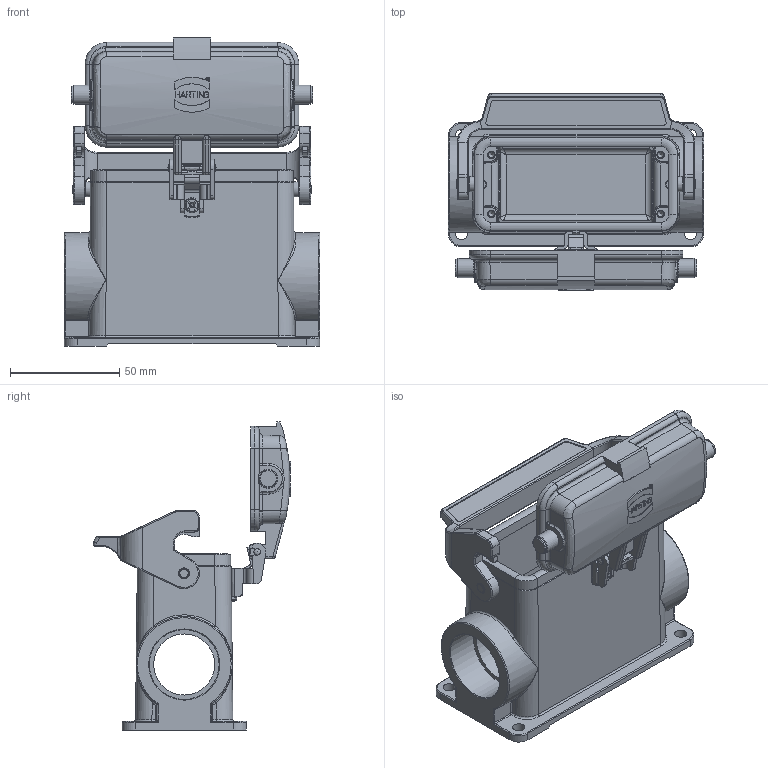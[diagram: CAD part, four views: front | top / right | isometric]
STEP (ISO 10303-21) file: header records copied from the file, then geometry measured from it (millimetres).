
FILE_DESCRIPTION(/* description */ (''),/* implementation_level */ '2;1');
FILE_NAME(/* name */ '100095273ugm000_d.stp',/* time_stamp */ '2017-11-06T10:07:01+01:00',/* author */ (''),/* organization */ (''),/* preprocessor_version */ 'ST-DEVELOPER v16',/* originating_system */ 'SIEMENS PLM Software NX 10.0',/* authorisation */ '');
FILE_SCHEMA (('AUTOMOTIVE_DESIGN { 1 0 10303 214 3 1 1 1 }'));
Length unit declared in the file: millimetre
Products named in the file (1): 100095273ugm000_d
Bounding box: 117 x 90.33 x 141.13 mm (x, y, z)
Volume: 176402.2 mm3; surface area: 88729 mm2
Topology: 3 solids, 5 shells, 1118 faces, 3527 edges, 3052 vertices
Faces by surface type: plane 485, cylinder 347, bspline 157, cone 57, torus 54, extrusion 16, sphere 2
Full cylindrical faces by diameter (mm): 1.52 x1, 1.68 x1, 3 x6, 3.05 x2, 3.1 x2, 3.3 x1, 4 x5, 4.8 x2, 5 x2, 5.1 x2, 5.6 x4, 7 x3, 8 x2, 8.8 x2, 28 x2, 32 x2
Entity records: 47884 total; most frequent: CARTESIAN_POINT 15351, ORIENTED_EDGE 5570, DIRECTION 5337, EDGE_CURVE 2785, AXIS2_PLACEMENT_3D 1860, VERTEX_POINT 1813, VECTOR 1617, LINE 1601
